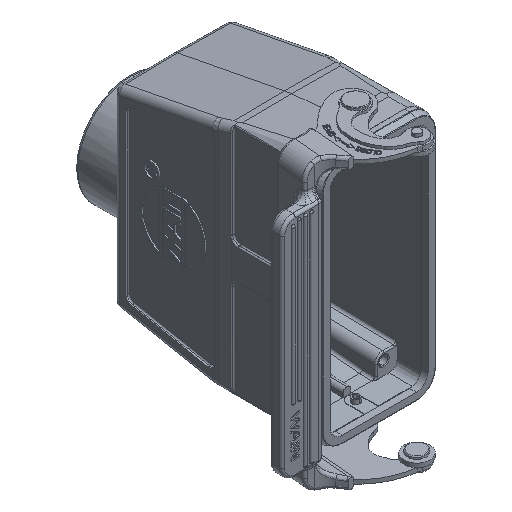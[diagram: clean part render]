
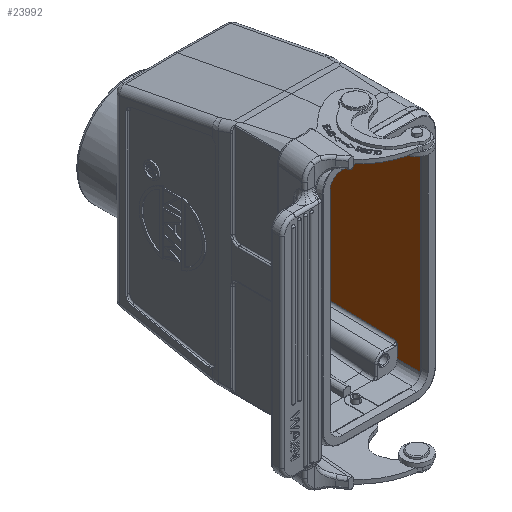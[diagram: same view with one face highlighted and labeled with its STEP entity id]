
A CAD part, isometric view. The second image highlights one B-rep face of the part: STEP entity #23992.
In plain terms, the highlighted planar face has unit normal (-1, -0.009, 0).
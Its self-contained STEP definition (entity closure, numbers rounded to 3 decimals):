
#1076=DIRECTION('',(0.,0.,1.));
#1077=VECTOR('',#1076,81.5);
#1078=CARTESIAN_POINT('',(18.576,-54.089,
-40.75));
#1079=LINE('',#1078,#1077);
#1200=DIRECTION('',(-0.009,1.,0.));
#1201=VECTOR('',#1200,8.705);
#1202=CARTESIAN_POINT('',(18.576,-54.089,40.75));
#1203=LINE('',#1202,#1201);
#1208=DIRECTION('',(0.,0.,1.));
#1209=VECTOR('',#1208,4.901);
#1210=CARTESIAN_POINT('',(18.5,-45.385,
-40.75));
#1211=LINE('',#1210,#1209);
#1212=CARTESIAN_POINT('',(18.5,-45.385,
-35.849));
#1213=CARTESIAN_POINT('',(18.5,-45.385,
-35.736));
#1214=CARTESIAN_POINT('',(18.5,-45.344,
-35.504));
#1215=CARTESIAN_POINT('',(18.498,-45.169,
-35.134));
#1216=CARTESIAN_POINT('',(18.497,-44.987,
-34.875));
#1217=CARTESIAN_POINT('',(18.496,-44.889,
-34.734));
#1219=DIRECTION('',(-0.009,0.999,0.031));
#1220=VECTOR('',#1219,61.354);
#1221=CARTESIAN_POINT('',(18.496,-44.889,
-34.734));
#1222=LINE('',#1221,#1220);
#1223=DIRECTION('',(0.009,-1.,0.016));
#1224=VECTOR('',#1223,0.113);
#1225=CARTESIAN_POINT('',(17.961,16.433,-16.341));
#1226=LINE('',#1225,#1224);
#1227=CARTESIAN_POINT('',(17.962,16.32,-16.339));
#1228=CARTESIAN_POINT('',(17.962,16.275,-16.346));
#1229=CARTESIAN_POINT('',(17.963,16.178,-16.343));
#1230=CARTESIAN_POINT('',(17.964,15.993,-16.276));
#1231=CARTESIAN_POINT('',(17.966,15.8,-16.184));
#1232=CARTESIAN_POINT('',(17.968,15.603,-16.071));
#1233=CARTESIAN_POINT('',(17.969,15.424,-15.946));
#1234=CARTESIAN_POINT('',(17.971,15.277,-15.828));
#1235=CARTESIAN_POINT('',(17.972,15.087,-15.592));
#1236=CARTESIAN_POINT('',(17.974,14.892,-15.279));
#1237=CARTESIAN_POINT('',(17.975,14.736,-14.953));
#1238=CARTESIAN_POINT('',(17.976,14.647,-14.741));
#1239=CARTESIAN_POINT('',(17.977,14.551,-14.452));
#1240=CARTESIAN_POINT('',(17.978,14.478,-14.047));
#1241=CARTESIAN_POINT('',(17.978,14.44,-13.56));
#1242=CARTESIAN_POINT('',(17.978,14.424,-13.274));
#1244=CARTESIAN_POINT('',(17.978,14.424,13.274));
#1245=CARTESIAN_POINT('',(17.978,14.441,13.575));
#1246=CARTESIAN_POINT('',(17.978,14.482,14.084));
#1247=CARTESIAN_POINT('',(17.977,14.559,14.483));
#1248=CARTESIAN_POINT('',(17.976,14.658,14.771));
#1249=CARTESIAN_POINT('',(17.975,14.77,15.031));
#1250=CARTESIAN_POINT('',(17.973,14.955,15.392));
#1251=CARTESIAN_POINT('',(17.972,15.168,15.705));
#1252=CARTESIAN_POINT('',(17.97,15.345,15.886));
#1253=CARTESIAN_POINT('',(17.968,15.52,16.015));
#1254=CARTESIAN_POINT('',(17.967,15.738,16.154));
#1255=CARTESIAN_POINT('',(17.965,15.952,16.259));
#1256=CARTESIAN_POINT('',(17.963,16.15,16.336));
#1257=CARTESIAN_POINT('',(17.962,16.268,16.341));
#1258=CARTESIAN_POINT('',(17.961,16.324,16.336));
#1260=DIRECTION('',(-0.009,0.999,0.045));
#1261=VECTOR('',#1260,0.109);
#1262=CARTESIAN_POINT('',(17.961,16.324,16.336));
#1263=LINE('',#1262,#1261);
#1264=DIRECTION('',(0.009,-0.982,0.19));
#1265=VECTOR('',#1264,1.436);
#1266=CARTESIAN_POINT('',(17.961,16.433,33.14));
#1267=LINE('',#1266,#1265);
#1268=CARTESIAN_POINT('',(17.973,15.023,33.413));
#1269=CARTESIAN_POINT('',(17.998,12.103,33.977));
#1270=CARTESIAN_POINT('',(18.024,9.131,34.274));
#1271=CARTESIAN_POINT('',(18.05,6.157,34.3));
#1273=DIRECTION('',(0.009,-1.,0.009));
#1274=VECTOR('',#1273,51.049);
#1275=CARTESIAN_POINT('',(18.05,6.157,34.3));
#1276=LINE('',#1275,#1274);
#1277=CARTESIAN_POINT('',(18.496,-44.889,34.746));
#1278=CARTESIAN_POINT('',(18.497,-44.986,34.885));
#1279=CARTESIAN_POINT('',(18.498,-45.167,35.143));
#1280=CARTESIAN_POINT('',(18.5,-45.343,35.512));
#1281=CARTESIAN_POINT('',(18.5,-45.385,35.746));
#1282=CARTESIAN_POINT('',(18.5,-45.385,35.86));
#1284=DIRECTION('',(0.,0.,1.));
#1285=VECTOR('',#1284,4.89);
#1286=CARTESIAN_POINT('',(18.5,-45.385,35.86));
#1287=LINE('',#1286,#1285);
#1292=DIRECTION('',(0.009,-1.,0.));
#1293=VECTOR('',#1292,8.705);
#1294=CARTESIAN_POINT('',(18.5,-45.385,
-40.75));
#1295=LINE('',#1294,#1293);
#2535=DIRECTION('',(0.,0.,-1.));
#2536=VECTOR('',#2535,16.799);
#2537=CARTESIAN_POINT('',(17.961,16.433,33.14));
#2538=LINE('',#2537,#2536);
#2668=DIRECTION('',(0.,0.,-1.));
#2669=VECTOR('',#2668,26.547);
#2670=CARTESIAN_POINT('',(17.978,14.424,13.274));
#2671=LINE('',#2670,#2669);
#2766=DIRECTION('',(0.,0.,-1.));
#2767=VECTOR('',#2766,16.495);
#2768=CARTESIAN_POINT('',(17.961,16.433,-16.341));
#2769=LINE('',#2768,#2767);
#18638=CARTESIAN_POINT('',(18.576,-54.089,
-40.75));
#18639=VERTEX_POINT('',#18638);
#18640=CARTESIAN_POINT('',(18.576,-54.089,
40.75));
#18641=VERTEX_POINT('',#18640);
#18666=CARTESIAN_POINT('',(18.5,-45.385,
40.75));
#18667=VERTEX_POINT('',#18666);
#18670=CARTESIAN_POINT('',(18.5,-45.385,
-40.75));
#18671=VERTEX_POINT('',#18670);
#18672=CARTESIAN_POINT('',(18.5,-45.385,
-35.849));
#18673=VERTEX_POINT('',#18672);
#18674=VERTEX_POINT('',#1217);
#18675=CARTESIAN_POINT('',(17.961,16.433,
-32.835));
#18676=VERTEX_POINT('',#18675);
#18677=CARTESIAN_POINT('',(17.961,16.433,
-16.341));
#18678=VERTEX_POINT('',#18677);
#18679=CARTESIAN_POINT('',(17.962,16.32,
-16.339));
#18680=VERTEX_POINT('',#18679);
#18681=VERTEX_POINT('',#1242);
#18682=CARTESIAN_POINT('',(17.978,14.424,13.274));
#18683=VERTEX_POINT('',#18682);
#18684=VERTEX_POINT('',#1258);
#18685=CARTESIAN_POINT('',(17.961,16.433,16.341));
#18686=VERTEX_POINT('',#18685);
#18687=CARTESIAN_POINT('',(17.961,16.433,33.14));
#18688=VERTEX_POINT('',#18687);
#18689=CARTESIAN_POINT('',(17.973,15.023,33.413));
#18690=VERTEX_POINT('',#18689);
#18691=VERTEX_POINT('',#1271);
#18692=CARTESIAN_POINT('',(18.496,-44.889,
34.746));
#18693=VERTEX_POINT('',#18692);
#18694=VERTEX_POINT('',#1282);
#23951=CARTESIAN_POINT('',(18.268,-18.828,
0.));
#23952=DIRECTION('',(1.,0.009,0.));
#23953=DIRECTION('',(0.009,-1.,0.));
#23954=AXIS2_PLACEMENT_3D('',#23951,#23952,#23953);
#23955=PLANE('',#23954);
#23957=ORIENTED_EDGE('',*,*,#23956,.F.);
#23959=ORIENTED_EDGE('',*,*,#23958,.T.);
#23961=ORIENTED_EDGE('',*,*,#23960,.T.);
#23963=ORIENTED_EDGE('',*,*,#23962,.T.);
#23965=ORIENTED_EDGE('',*,*,#23964,.F.);
#23967=ORIENTED_EDGE('',*,*,#23966,.T.);
#23969=ORIENTED_EDGE('',*,*,#23968,.T.);
#23971=ORIENTED_EDGE('',*,*,#23970,.F.);
#23973=ORIENTED_EDGE('',*,*,#23972,.T.);
#23975=ORIENTED_EDGE('',*,*,#23974,.T.);
#23977=ORIENTED_EDGE('',*,*,#23976,.F.);
#23979=ORIENTED_EDGE('',*,*,#23978,.T.);
#23981=ORIENTED_EDGE('',*,*,#23980,.T.);
#23983=ORIENTED_EDGE('',*,*,#23982,.T.);
#23985=ORIENTED_EDGE('',*,*,#23984,.T.);
#23987=ORIENTED_EDGE('',*,*,#23986,.T.);
#23988=ORIENTED_EDGE('',*,*,#23941,.F.);
#23989=ORIENTED_EDGE('',*,*,#23816,.F.);
#23990=EDGE_LOOP('',(#23957,#23959,#23961,#23963,#23965,#23967,#23969,#23971,
#23973,#23975,#23977,#23979,#23981,#23983,#23985,#23987,#23988,#23989));
#23991=FACE_OUTER_BOUND('',#23990,.F.);
#23992=ADVANCED_FACE('',(#23991),#23955,.F.);
#1218=B_SPLINE_CURVE_WITH_KNOTS('',3,(#1212,#1213,#1214,#1215,#1216,#1217),
.UNSPECIFIED.,.F.,.F.,(4,1,1,4),(0.,0.333,0.667,1.),
.UNSPECIFIED.);
#1243=B_SPLINE_CURVE_WITH_KNOTS('',3,(#1227,#1228,#1229,#1230,#1231,#1232,#1233,
#1234,#1235,#1236,#1237,#1238,#1239,#1240,#1241,#1242),.UNSPECIFIED.,.F.,.F.,(4,
1,1,1,1,1,1,1,1,1,1,1,1,4),(0.,0.077,0.154,
0.231,0.308,0.385,0.462,
0.538,0.615,0.692,0.769,
0.846,0.923,1.),.UNSPECIFIED.);
#1259=B_SPLINE_CURVE_WITH_KNOTS('',3,(#1244,#1245,#1246,#1247,#1248,#1249,#1250,
#1251,#1252,#1253,#1254,#1255,#1256,#1257,#1258),.UNSPECIFIED.,.F.,.F.,(4,1,1,1,
1,1,1,1,1,1,1,1,4),(0.,0.083,0.167,0.25,
0.333,0.417,0.5,0.583,0.667,
0.75,0.833,0.917,1.),.UNSPECIFIED.);
#1272=B_SPLINE_CURVE_WITH_KNOTS('',3,(#1268,#1269,#1270,#1271),.UNSPECIFIED.,
.F.,.F.,(4,4),(0.,1.),.UNSPECIFIED.);
#1283=B_SPLINE_CURVE_WITH_KNOTS('',3,(#1277,#1278,#1279,#1280,#1281,#1282),
.UNSPECIFIED.,.F.,.F.,(4,1,1,4),(0.,0.333,0.667,1.),
.UNSPECIFIED.);
#23816=EDGE_CURVE('',#18639,#18641,#1079,.T.);
#23941=EDGE_CURVE('',#18641,#18667,#1203,.T.);
#23956=EDGE_CURVE('',#18671,#18639,#1295,.T.);
#23958=EDGE_CURVE('',#18671,#18673,#1211,.T.);
#23960=EDGE_CURVE('',#18673,#18674,#1218,.T.);
#23962=EDGE_CURVE('',#18674,#18676,#1222,.T.);
#23964=EDGE_CURVE('',#18678,#18676,#2769,.T.);
#23966=EDGE_CURVE('',#18678,#18680,#1226,.T.);
#23968=EDGE_CURVE('',#18680,#18681,#1243,.T.);
#23970=EDGE_CURVE('',#18683,#18681,#2671,.T.);
#23972=EDGE_CURVE('',#18683,#18684,#1259,.T.);
#23974=EDGE_CURVE('',#18684,#18686,#1263,.T.);
#23976=EDGE_CURVE('',#18688,#18686,#2538,.T.);
#23978=EDGE_CURVE('',#18688,#18690,#1267,.T.);
#23980=EDGE_CURVE('',#18690,#18691,#1272,.T.);
#23982=EDGE_CURVE('',#18691,#18693,#1276,.T.);
#23984=EDGE_CURVE('',#18693,#18694,#1283,.T.);
#23986=EDGE_CURVE('',#18694,#18667,#1287,.T.);
